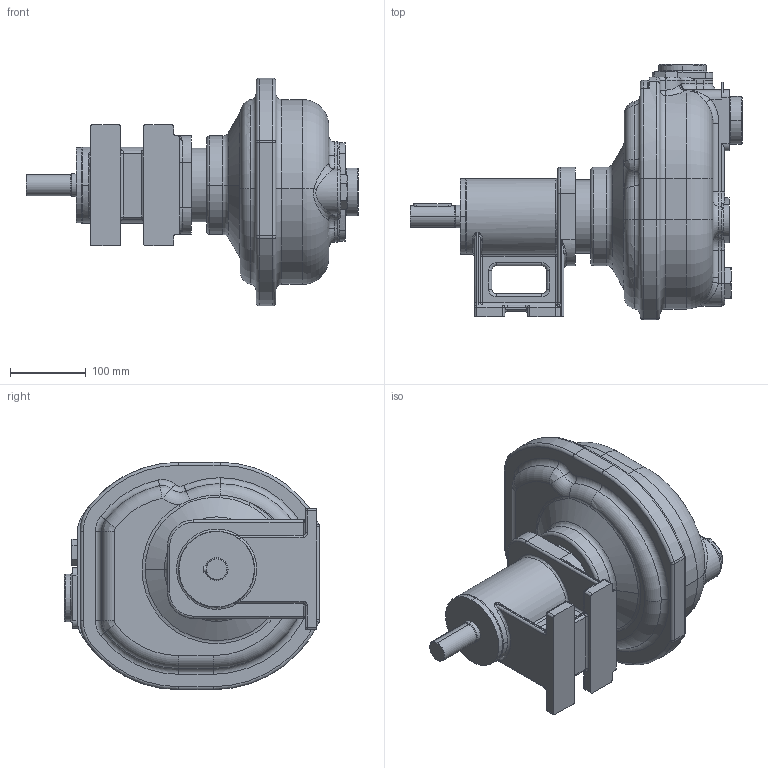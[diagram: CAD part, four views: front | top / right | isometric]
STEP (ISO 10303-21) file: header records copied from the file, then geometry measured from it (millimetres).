
FILE_DESCRIPTION((''),'2;1');
FILE_NAME('S_46_K_S','2018-03-22T12:04:53',('Nicola'),(''),'CREO PARAMETRIC BY PTC INC, 2017110','CREO PARAMETRIC BY PTC INC, 2017110','');
FILE_SCHEMA(('CONFIG_CONTROL_DESIGN'));
Length unit declared in the file: millimetre
Products named in the file (1): S_46_K_S
Bounding box: 438 x 337 x 300 mm (x, y, z)
Volume: 10538204.2 mm3; surface area: 444485.4 mm2
Topology: 1 solids, 1 shells, 502 faces, 1189 edges, 709 vertices
Faces by surface type: cylinder 200, plane 120, torus 99, bspline 40, cone 24, sphere 19
Entity records: 20956 total; most frequent: CARTESIAN_POINT 9304, DIRECTION 2611, ORIENTED_EDGE 2378, EDGE_CURVE 1189, AXIS2_PLACEMENT_3D 1093, VERTEX_POINT 709, CIRCLE 631, EDGE_LOOP 524
